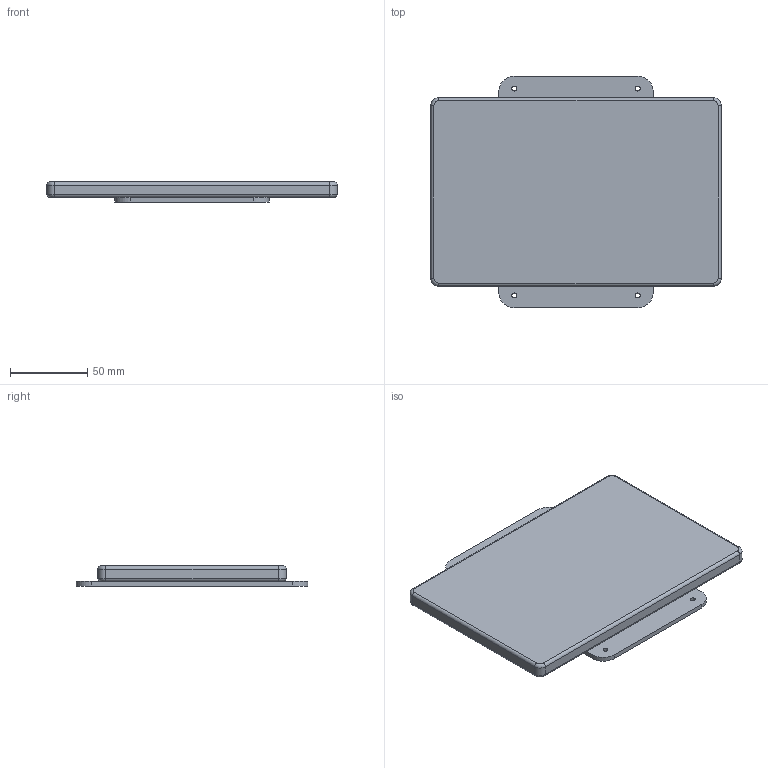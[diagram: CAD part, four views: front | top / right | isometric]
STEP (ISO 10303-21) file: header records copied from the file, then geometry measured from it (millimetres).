
FILE_DESCRIPTION(/* description */ ('Unknown'),/* implementation_level */ '2;1');
FILE_NAME(/* name */ 'Tahvel',/* time_stamp */ '2023-05-20T20:02:57+03:00',/* author */ ('Unknown'),/* organization */ ('Unknown'),/* preprocessor_version */ 'ST-DEVELOPER v18.102',/* originating_system */ 'Solid Edge',/* authorisation */ 'Unknown');
FILE_SCHEMA (('AUTOMOTIVE_DESIGN {1 0 10303 214 3 1 1}'));
Length unit declared in the file: millimetre
Products named in the file (3): Tahvel; Touchscreen; Tahvli_hoidja
Assembly tree (2 placements, depth 2):
  Tahvel
    Touchscreen
    Tahvli_hoidja
Bounding box: 188 x 150 x 13 mm (x, y, z)
Volume: 249904 mm3; surface area: 68023.3 mm2
Topology: 2 solids, 2 shells, 48 faces, 120 edges, 76 vertices
Faces by surface type: cylinder 24, plane 16, torus 8
Full cylindrical faces by diameter (mm): 3.2 x4
Entity records: 1662 total; most frequent: DIRECTION 270, CARTESIAN_POINT 235, ORIENTED_EDGE 224, EDGE_CURVE 112, AXIS2_PLACEMENT_3D 107, VERTEX_POINT 72, EDGE_LOOP 62, FACE_BOUND 62
